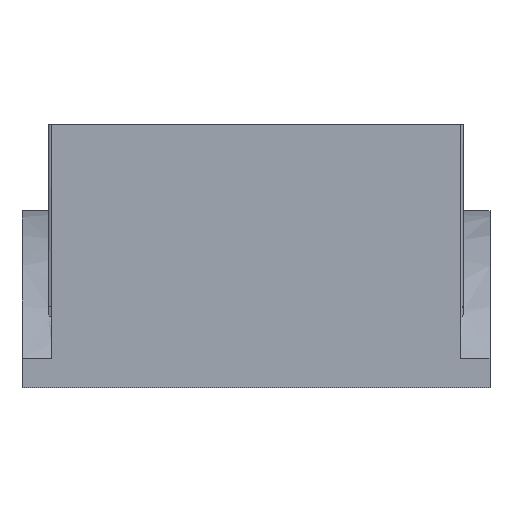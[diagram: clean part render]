
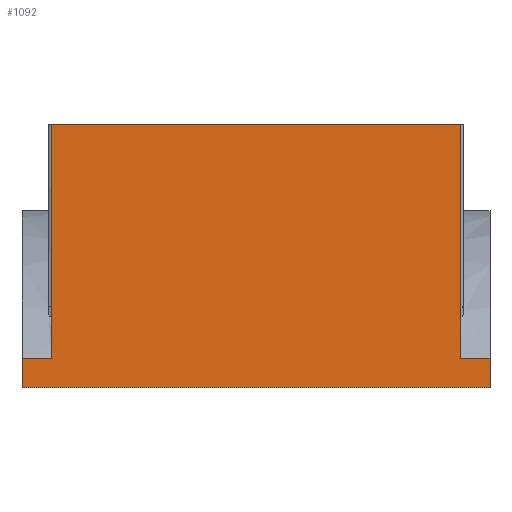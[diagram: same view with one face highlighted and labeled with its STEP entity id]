
A CAD part, front view. The second image highlights one B-rep face of the part: STEP entity #1092.
In plain terms, the highlighted planar face has unit normal (0, -1, 0).
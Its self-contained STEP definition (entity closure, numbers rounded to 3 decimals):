
#256=CARTESIAN_POINT('',(-14.,-0.076,9.));
#257=VERTEX_POINT('',#256);
#264=CARTESIAN_POINT('',(0.,-0.076,9.));
#265=VERTEX_POINT('',#264);
#266=CARTESIAN_POINT('',(-14.,-0.076,9.));
#267=DIRECTION('',(1.,0.,-0.));
#268=VECTOR('',#267,14.);
#269=LINE('',#266,#268);
#270=EDGE_CURVE('',#257,#265,#269,.T.);
#1030=CARTESIAN_POINT('',(1.,-0.076,4.5));
#1031=DIRECTION('',(0.,-1.,0.));
#1032=DIRECTION('',(0.,0.,-1.));
#1033=AXIS2_PLACEMENT_3D('',#1030,#1031,#1032);
#1034=PLANE('',#1033);
#1035=CARTESIAN_POINT('',(1.,-0.076,0.999));
#1036=VERTEX_POINT('',#1035);
#1037=CARTESIAN_POINT('',(0.,-0.076,0.999));
#1038=VERTEX_POINT('',#1037);
#1039=CARTESIAN_POINT('',(1.,-0.076,0.999));
#1040=DIRECTION('',(-1.,-0.,-0.));
#1041=VECTOR('',#1040,1.);
#1042=LINE('',#1039,#1041);
#1043=EDGE_CURVE('',#1036,#1038,#1042,.T.);
#1044=ORIENTED_EDGE('',*,*,#1043,.T.);
#1045=CARTESIAN_POINT('',(0.,-0.076,0.999));
#1046=DIRECTION('',(0.,0.,1.));
#1047=VECTOR('',#1046,8.);
#1048=LINE('',#1045,#1047);
#1049=EDGE_CURVE('',#1038,#265,#1048,.T.);
#1050=ORIENTED_EDGE('',*,*,#1049,.T.);
#1051=ORIENTED_EDGE('',*,*,#270,.F.);
#1052=CARTESIAN_POINT('',(-14.,-0.076,0.999));
#1053=VERTEX_POINT('',#1052);
#1054=CARTESIAN_POINT('',(-14.,-0.076,0.999));
#1055=DIRECTION('',(0.,0.,1.));
#1056=VECTOR('',#1055,8.);
#1057=LINE('',#1054,#1056);
#1058=EDGE_CURVE('',#1053,#257,#1057,.T.);
#1059=ORIENTED_EDGE('',*,*,#1058,.F.);
#1060=CARTESIAN_POINT('',(-15.,-0.076,0.999));
#1061=VERTEX_POINT('',#1060);
#1062=CARTESIAN_POINT('',(-15.,-0.076,0.999));
#1063=DIRECTION('',(1.,0.,0.));
#1064=VECTOR('',#1063,1.);
#1065=LINE('',#1062,#1064);
#1066=EDGE_CURVE('',#1061,#1053,#1065,.T.);
#1067=ORIENTED_EDGE('',*,*,#1066,.F.);
#1068=CARTESIAN_POINT('',(-15.,-0.076,0.));
#1069=VERTEX_POINT('',#1068);
#1070=CARTESIAN_POINT('',(-15.,-0.076,0.));
#1071=DIRECTION('',(0.,0.,1.));
#1072=VECTOR('',#1071,1.);
#1073=LINE('',#1070,#1072);
#1074=EDGE_CURVE('',#1069,#1061,#1073,.T.);
#1075=ORIENTED_EDGE('',*,*,#1074,.F.);
#1076=CARTESIAN_POINT('',(1.,-0.076,0.));
#1077=VERTEX_POINT('',#1076);
#1078=CARTESIAN_POINT('',(1.,-0.076,0.));
#1079=DIRECTION('',(-1.,0.,0.));
#1080=VECTOR('',#1079,16.);
#1081=LINE('',#1078,#1080);
#1082=EDGE_CURVE('',#1077,#1069,#1081,.T.);
#1083=ORIENTED_EDGE('',*,*,#1082,.F.);
#1084=CARTESIAN_POINT('',(1.,-0.076,0.));
#1085=DIRECTION('',(0.,0.,1.));
#1086=VECTOR('',#1085,1.);
#1087=LINE('',#1084,#1086);
#1088=EDGE_CURVE('',#1077,#1036,#1087,.T.);
#1089=ORIENTED_EDGE('',*,*,#1088,.T.);
#1090=EDGE_LOOP('',(#1044,#1050,#1051,#1059,#1067,#1075,#1083,#1089));
#1091=FACE_BOUND('',#1090,.T.);
#1092=ADVANCED_FACE('',(#1091),#1034,.T.);
